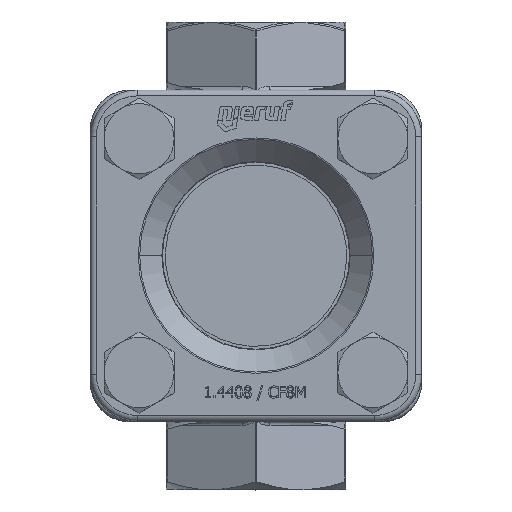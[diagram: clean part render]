
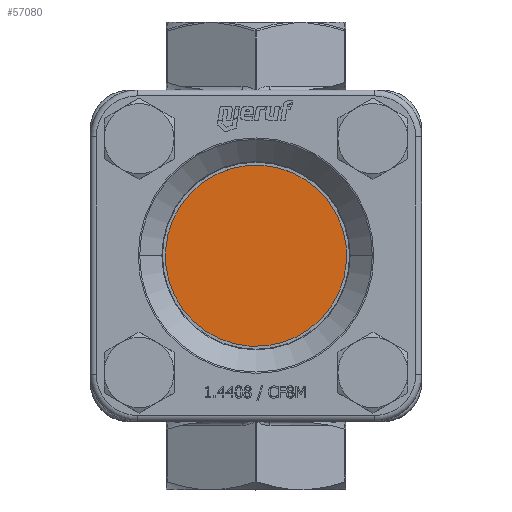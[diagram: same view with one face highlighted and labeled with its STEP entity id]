
A CAD part, top view. The second image highlights one B-rep face of the part: STEP entity #57080.
In plain terms, the highlighted planar face has unit normal (0, 0, 1).
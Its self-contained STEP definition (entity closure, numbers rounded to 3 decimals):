
#1265 = DIRECTION ( 'NONE',  ( 0., 0., 1. ) ) ;
#1690 = EDGE_CURVE ( 'NONE', #45199, #37292, #67871, .T. ) ;
#1717 = DIRECTION ( 'NONE',  ( 1., 0., 0. ) ) ;
#4100 = PLANE ( 'NONE',  #63891 ) ;
#8835 = CARTESIAN_POINT ( 'NONE',  ( 0., 0., 34.7 ) ) ;
#9792 = FACE_OUTER_BOUND ( 'NONE', #49836, .T. ) ;
#18857 = CARTESIAN_POINT ( 'NONE',  ( 0., 0., 34.7 ) ) ;
#21131 = ORIENTED_EDGE ( 'NONE', *, *, #1690, .T. ) ;
#22642 = CARTESIAN_POINT ( 'NONE',  ( 31.5, 0., 34.7 ) ) ;
#26720 = AXIS2_PLACEMENT_3D ( 'NONE', #27451, #57036, #71395 ) ;
#27451 = CARTESIAN_POINT ( 'NONE',  ( 0., 0., 34.7 ) ) ;
#31355 = AXIS2_PLACEMENT_3D ( 'NONE', #8835, #1265, #1717 ) ;
#35117 = DIRECTION ( 'NONE',  ( 1., 0., 0. ) ) ;
#35549 = ORIENTED_EDGE ( 'NONE', *, *, #40927, .T. ) ;
#37292 = VERTEX_POINT ( 'NONE', #91728 ) ;
#40927 = EDGE_CURVE ( 'NONE', #37292, #45199, #72577, .T. ) ;
#45199 = VERTEX_POINT ( 'NONE', #22642 ) ;
#49836 = EDGE_LOOP ( 'NONE', ( #35549, #21131 ) ) ;
#57036 = DIRECTION ( 'NONE',  ( 0., 0., 1. ) ) ;
#57080 = ADVANCED_FACE ( 'NONE', ( #9792 ), #4100, .T. ) ;
#63891 = AXIS2_PLACEMENT_3D ( 'NONE', #18857, #92878, #35117 ) ;
#67871 = CIRCLE ( 'NONE', #26720, 31.5 ) ;
#71395 = DIRECTION ( 'NONE',  ( 1., 0., 0. ) ) ;
#72577 = CIRCLE ( 'NONE', #31355, 31.5 ) ;
#91728 = CARTESIAN_POINT ( 'NONE',  ( -31.5, 0., 34.7 ) ) ;
#92878 = DIRECTION ( 'NONE',  ( 0., 0., 1. ) ) ;
